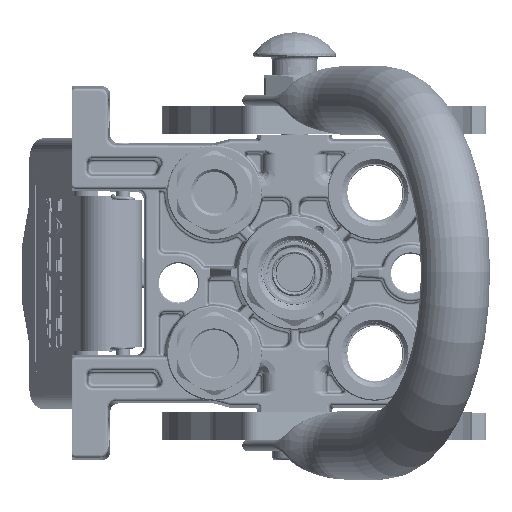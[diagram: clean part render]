
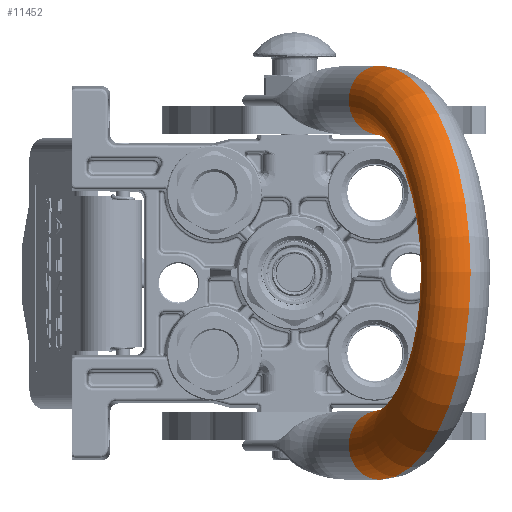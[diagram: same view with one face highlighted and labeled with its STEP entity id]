
A CAD part, top view. The second image highlights one B-rep face of the part: STEP entity #11452.
In plain terms, the highlighted toroidal (fillet/blend) face has major radius 62.25 mm and minor radius 12.5 mm.
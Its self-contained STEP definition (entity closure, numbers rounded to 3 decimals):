
#1844 = VERTEX_POINT ( 'NONE', #74239 ) ;
#8402 = DIRECTION ( 'NONE',  ( 1., 0., 0. ) ) ;
#8995 = DIRECTION ( 'NONE',  ( -1., 0., 0. ) ) ;
#9387 = DIRECTION ( 'NONE',  ( 0., 1., 0. ) ) ;
#9684 = DIRECTION ( 'NONE',  ( 0., 0., 1. ) ) ;
#11452 = ADVANCED_FACE ( 'NONE', ( #84454 ), #206220, .T. ) ;
#14259 = CARTESIAN_POINT ( 'NONE',  ( 0., 0., 25.25 ) ) ;
#17549 = EDGE_LOOP ( 'NONE', ( #104788, #61244, #124891, #56624 ) ) ;
#22987 = DIRECTION ( 'NONE',  ( 0., 0., -1. ) ) ;
#38927 = VERTEX_POINT ( 'NONE', #201275 ) ;
#39754 = VERTEX_POINT ( 'NONE', #209556 ) ;
#42208 = CARTESIAN_POINT ( 'NONE',  ( -62.25, 0., 25.25 ) ) ;
#44035 = CARTESIAN_POINT ( 'NONE',  ( 0., 0., 25.25 ) ) ;
#53392 = CARTESIAN_POINT ( 'NONE',  ( -74.75, 0., 25.25 ) ) ;
#56624 = ORIENTED_EDGE ( 'NONE', *, *, #98669, .T. ) ;
#61244 = ORIENTED_EDGE ( 'NONE', *, *, #166961, .F. ) ;
#72200 = DIRECTION ( 'NONE',  ( -1., 0., 0. ) ) ;
#72679 = AXIS2_PLACEMENT_3D ( 'NONE', #122149, #22987, #205378 ) ;
#74239 = CARTESIAN_POINT ( 'NONE',  ( 74.75, 0., 25.25 ) ) ;
#83392 = VERTEX_POINT ( 'NONE', #53392 ) ;
#84454 = FACE_OUTER_BOUND ( 'NONE', #17549, .T. ) ;
#98669 = EDGE_CURVE ( 'NONE', #83392, #39754, #115722, .T. ) ;
#100445 = EDGE_CURVE ( 'NONE', #39754, #38927, #185114, .T. ) ;
#104788 = ORIENTED_EDGE ( 'NONE', *, *, #100445, .T. ) ;
#115722 = CIRCLE ( 'NONE', #163251, 12.5 ) ;
#122149 = CARTESIAN_POINT ( 'NONE',  ( 62.25, 0., 25.25 ) ) ;
#124891 = ORIENTED_EDGE ( 'NONE', *, *, #174961, .F. ) ;
#141544 = DIRECTION ( 'NONE',  ( 0., 1., 0. ) ) ;
#144719 = CIRCLE ( 'NONE', #72679, 12.5 ) ;
#148324 = AXIS2_PLACEMENT_3D ( 'NONE', #44035, #9387, #72200 ) ;
#151348 = AXIS2_PLACEMENT_3D ( 'NONE', #173408, #141544, #8402 ) ;
#163251 = AXIS2_PLACEMENT_3D ( 'NONE', #42208, #9684, #8995 ) ;
#164797 = DIRECTION ( 'NONE',  ( 0., 1., 0. ) ) ;
#166961 = EDGE_CURVE ( 'NONE', #1844, #38927, #144719, .T. ) ;
#173408 = CARTESIAN_POINT ( 'NONE',  ( 0., 0., 25.25 ) ) ;
#174961 = EDGE_CURVE ( 'NONE', #83392, #1844, #203959, .T. ) ;
#185114 = CIRCLE ( 'NONE', #148324, 49.75 ) ;
#191647 = AXIS2_PLACEMENT_3D ( 'NONE', #14259, #164797, #197369 ) ;
#197369 = DIRECTION ( 'NONE',  ( -1., 0., 0. ) ) ;
#201275 = CARTESIAN_POINT ( 'NONE',  ( 49.75, 0., 25.25 ) ) ;
#203959 = CIRCLE ( 'NONE', #191647, 74.75 ) ;
#205378 = DIRECTION ( 'NONE',  ( 1., 0., 0. ) ) ;
#206220 = TOROIDAL_SURFACE ( 'NONE', #151348, 62.25, 12.5 ) ;
#209556 = CARTESIAN_POINT ( 'NONE',  ( -49.75, 0., 25.25 ) ) ;
